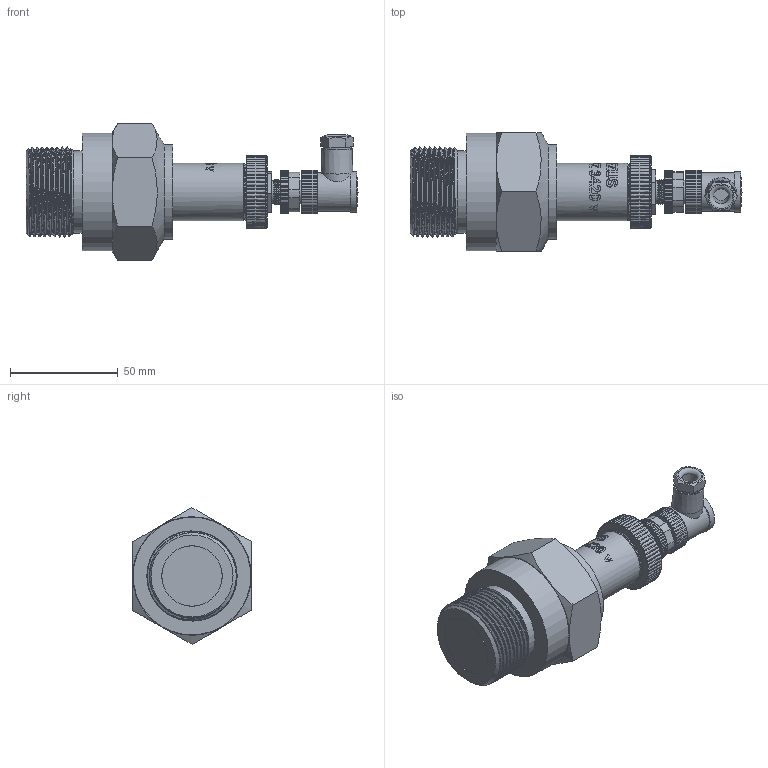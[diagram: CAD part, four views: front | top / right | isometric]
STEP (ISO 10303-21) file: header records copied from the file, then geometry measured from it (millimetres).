
FILE_DESCRIPTION(/* description */ (''),/* implementation_level */ '2;1');
FILE_NAME(/* name */ 'APZ3420v_G1-1''2-protected_3.step',/* time_stamp */ '2021-07-13T16:53:38+03:00',/* author */ (''),/* organization */ (''),/* preprocessor_version */ 'ST-DEVELOPER v18.1',/* originating_system */ 'Autodesk Translation Framework v10.9.0.1377',/* authorisation */ '');
FILE_SCHEMA (('AUTOMOTIVE_DESIGN { 1 0 10303 214 3 1 1 }'));
Products named in the file (7): АПЗ 3420 v - filled; OMAL nut M27x1.5 v8; M12x1 male v16; Ш100.000.002 v4; M12x1 female angular v10; CT002.000.084 (стакан 37) v3; МР00-01.266.410.126 v3
Assembly tree (6 placements, depth 2):
  АПЗ 3420 v - filled
    OMAL nut M27x1.5 v8
    M12x1 male v16
    Ш100.000.002 v4
    M12x1 female angular v10
    CT002.000.084 (стакан 37) v3
    МР00-01.266.410.126 v3
Bounding box: 153.84 x 55.08 x 63.51 mm (x, y, z)
Volume: 169390 mm3; surface area: 36378.8 mm2
Topology: 16 solids, 17 shells, 1002 faces, 2776 edges, 1861 vertices
Faces by surface type: bspline 459, cylinder 336, plane 174, cone 25, torus 7, sphere 1
Full cylindrical faces by diameter (mm): 1 x12, 1.5 x4, 2 x1, 7 x1, 8 x1, 8.2 x1, 9.471 x2, 10.6 x2, 10.741 x6, 11.035 x4, 11.156 x1, 11.884 x5, 12.152 x4, 13 x1, 14 x1, 14.137 x4, 14.526 x3, 15.85 x3, 16.203 x3, 18 x1, 19 x1, 20 x1, 21.4 x2, 22.3 x1, 22.5 x1, 24.5 x1, 25.132 x4, 25.526 x4, 25.7 x1, 26.5 x5
Entity records: 60203 total; most frequent: CARTESIAN_POINT 37818, ORIENTED_EDGE 5552, DIRECTION 3129, EDGE_CURVE 2776, VERTEX_POINT 1861, B_SPLINE_CURVE_WITH_KNOTS 1237, AXIS2_PLACEMENT_3D 1119, EDGE_LOOP 1071
